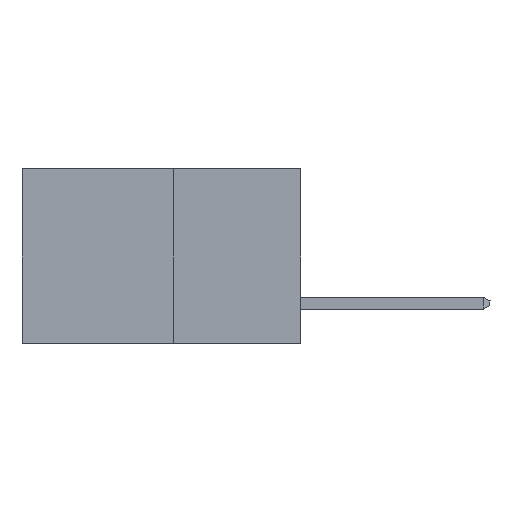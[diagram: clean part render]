
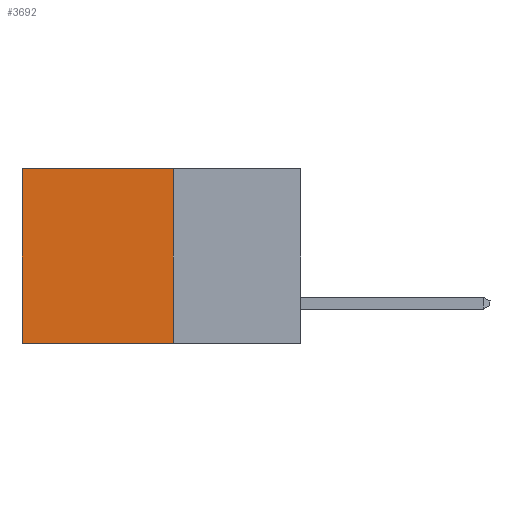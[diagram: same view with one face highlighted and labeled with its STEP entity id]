
A CAD part, left-side view. The second image highlights one B-rep face of the part: STEP entity #3692.
In plain terms, the highlighted planar face has unit normal (-1, 0, 0).
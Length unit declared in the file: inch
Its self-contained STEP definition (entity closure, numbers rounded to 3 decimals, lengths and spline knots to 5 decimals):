
#262 = LINE ( 'NONE', #9116, #10289 ) ;
#614 = CARTESIAN_POINT ( 'NONE',  ( 0.277, 0.59, -0.37 ) ) ;
#1355 = VECTOR ( 'NONE', #4361, 39.37008 ) ;
#1725 = VERTEX_POINT ( 'NONE', #7376 ) ;
#1785 = EDGE_CURVE ( 'NONE', #5040, #11477, #11052, .T. ) ;
#2123 = CARTESIAN_POINT ( 'NONE',  ( 0.277, 0.27, 0. ) ) ;
#2265 = FACE_OUTER_BOUND ( 'NONE', #7061, .T. ) ;
#2946 = DIRECTION ( 'NONE',  ( 0., 1., 0. ) ) ;
#3449 = ORIENTED_EDGE ( 'NONE', *, *, #4930, .F. ) ;
#3692 = ADVANCED_FACE ( 'NONE', ( #2265 ), #6246, .F. ) ;
#4361 = DIRECTION ( 'NONE',  ( 0., 1., 0. ) ) ;
#4547 = LINE ( 'NONE', #2123, #9276 ) ;
#4930 = EDGE_CURVE ( 'NONE', #5512, #1725, #262, .T. ) ;
#5040 = VERTEX_POINT ( 'NONE', #11153 ) ;
#5220 = EDGE_CURVE ( 'NONE', #5512, #5040, #4547, .T. ) ;
#5512 = VERTEX_POINT ( 'NONE', #7919 ) ;
#6231 = DIRECTION ( 'NONE',  ( 1., 0., 0. ) ) ;
#6234 = DIRECTION ( 'NONE',  ( 0., 0., -1. ) ) ;
#6246 = PLANE ( 'NONE',  #11837 ) ;
#6488 = CARTESIAN_POINT ( 'NONE',  ( 0.277, 0.59, -0.37 ) ) ;
#6593 = LINE ( 'NONE', #10893, #1355 ) ;
#6822 = CARTESIAN_POINT ( 'NONE',  ( 0.277, 0.27, -0.37 ) ) ;
#7061 = EDGE_LOOP ( 'NONE', ( #11844, #8117, #3449, #12058 ) ) ;
#7376 = CARTESIAN_POINT ( 'NONE',  ( 0.277, 0.27, -0.37 ) ) ;
#7919 = CARTESIAN_POINT ( 'NONE',  ( 0.277, 0.27, 0. ) ) ;
#8117 = ORIENTED_EDGE ( 'NONE', *, *, #11340, .F. ) ;
#9116 = CARTESIAN_POINT ( 'NONE',  ( 0.277, 0.27, -0.37 ) ) ;
#9276 = VECTOR ( 'NONE', #2946, 39.37008 ) ;
#10289 = VECTOR ( 'NONE', #11860, 39.37008 ) ;
#10491 = DIRECTION ( 'NONE',  ( 0., 0., -1. ) ) ;
#10893 = CARTESIAN_POINT ( 'NONE',  ( 0.277, 0.27, -0.37 ) ) ;
#11052 = LINE ( 'NONE', #614, #11914 ) ;
#11153 = CARTESIAN_POINT ( 'NONE',  ( 0.277, 0.59, 0. ) ) ;
#11340 = EDGE_CURVE ( 'NONE', #1725, #11477, #6593, .T. ) ;
#11477 = VERTEX_POINT ( 'NONE', #6488 ) ;
#11837 = AXIS2_PLACEMENT_3D ( 'NONE', #6822, #6231, #6234 ) ;
#11844 = ORIENTED_EDGE ( 'NONE', *, *, #1785, .T. ) ;
#11860 = DIRECTION ( 'NONE',  ( 0., 0., -1. ) ) ;
#11914 = VECTOR ( 'NONE', #10491, 39.37008 ) ;
#12058 = ORIENTED_EDGE ( 'NONE', *, *, #5220, .T. ) ;
